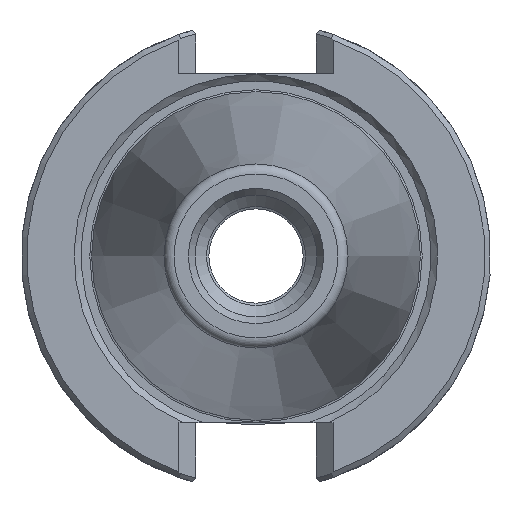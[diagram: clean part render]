
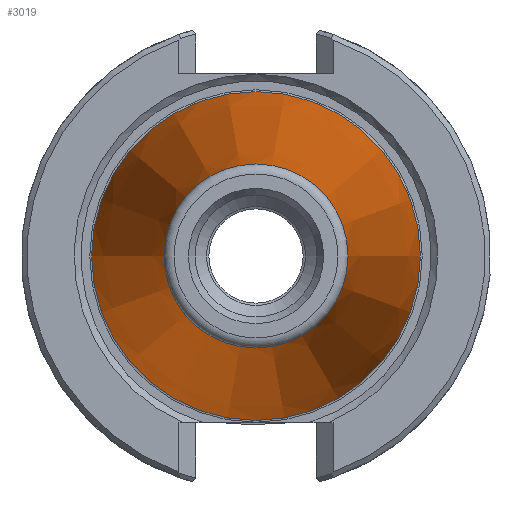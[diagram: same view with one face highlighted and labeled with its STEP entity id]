
A CAD part, left-side view. The second image highlights one B-rep face of the part: STEP entity #3019.
In plain terms, the highlighted conical face has half-angle 8.297 degrees and reference radius 17.248 mm.
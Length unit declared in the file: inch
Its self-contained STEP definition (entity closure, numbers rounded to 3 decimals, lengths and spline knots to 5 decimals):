
#2873=CARTESIAN_POINT('',(0.0,0.875,0.0));
#2874=VERTEX_POINT('',#2873);
#2875=CARTESIAN_POINT('',(0.0,0.0,0.0));
#2876=DIRECTION('',(1.0,0.,0.0));
#2877=DIRECTION('',(0.,1.0,0.0));
#2878=AXIS2_PLACEMENT_3D('',#2875,#2876,#2877);
#2879=CIRCLE('',#2878,0.875);
#2880=EDGE_CURVE('',#2874,#2874,#2879,.T.);
#2984=CARTESIAN_POINT('',(-2.64129,0.48982,0.));
#2985=VERTEX_POINT('',#2984);
#2986=CARTESIAN_POINT('',(-2.64129,0.,0.));
#2987=DIRECTION('',(-1.0,0.0,0.0));
#2988=DIRECTION('',(0.0,-1.0,0.0));
#2989=AXIS2_PLACEMENT_3D('',#2986,#2987,#2988);
#2990=CIRCLE('',#2989,0.48982);
#2991=EDGE_CURVE('',#2985,#2985,#2990,.T.);
#3008=CARTESIAN_POINT('',(-1.34375,0.0,0.0));
#3009=DIRECTION('',(1.0,0.0,0.0));
#3010=DIRECTION('',(0.,1.0,0.0));
#3011=AXIS2_PLACEMENT_3D('',#3008,#3009,#3010);
#3012=CONICAL_SURFACE('',#3011,0.67904,8.297);
#3013=ORIENTED_EDGE('',*,*,#2880,.F.);
#3014=EDGE_LOOP('',(#3013));
#3015=FACE_OUTER_BOUND('',#3014,.T.);
#3016=ORIENTED_EDGE('',*,*,#2991,.F.);
#3017=EDGE_LOOP('',(#3016));
#3018=FACE_BOUND('',#3017,.T.);
#3019=ADVANCED_FACE('',(#3015,#3018),#3012,.T.);
